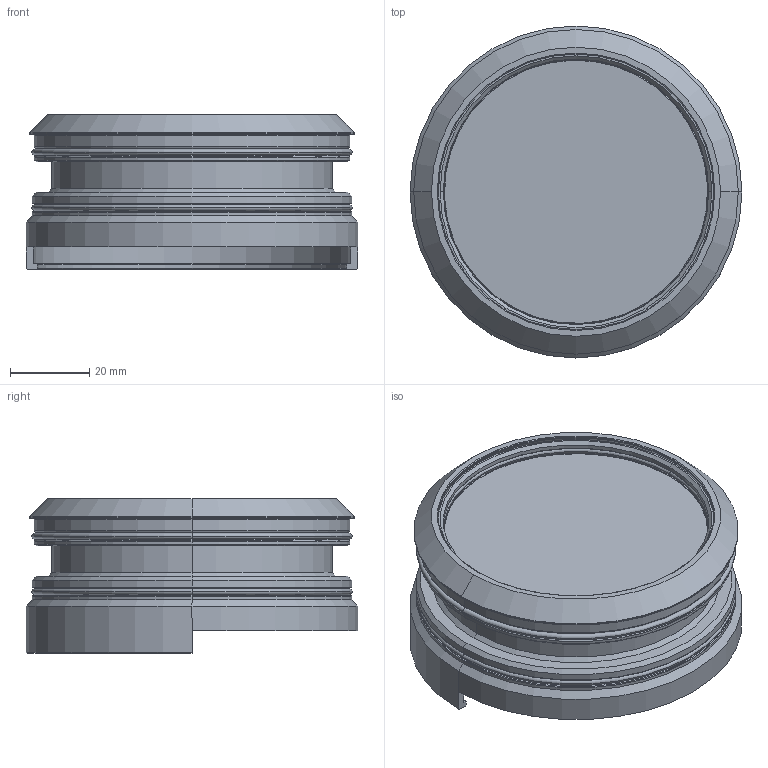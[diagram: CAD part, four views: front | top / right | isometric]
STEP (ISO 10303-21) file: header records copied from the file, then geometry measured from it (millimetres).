
FILE_DESCRIPTION (( 'STEP AP214' ), '1' );
FILE_NAME ('9P343-1X Frontaufsatz CTL-PIxM-XX.STEP', '2017-05-22T14:29:10', ( '' ), ( '' ), 'SwSTEP 2.0', 'SolidWorks 2017', '' );
FILE_SCHEMA (( 'AUTOMOTIVE_DESIGN' ));
Length unit declared in the file: millimetre
Products named in the file (11): 63164 O-Ring 47 x 1,5_O-Ring 38 x 1,5; 63166 O-Ring FKM 61 x 1,5; 61202 Senkschraube KS DIN 965 A2 M2 x 6; 1P397 Düsenring-PI2XX-CTL; 63167 O-Ring 67 x 1,5 FKM_O-Ring 67 x 1,5; 1P365-10 Schraubring-CTL; 63178 O-Ring FKM 78 x 1,5; 9P343-1X Frontaufsatz CTL-PIxM-XX; 1P389 Frontaufsatzadapter; 63265 O-Ring FKM 65 x 2; 1P398-1 Schutzfenster 67 mm ZnS-MS
Assembly tree (13 placements, depth 2):
  9P343-1X Frontaufsatz CTL-PIxM-XX
    1P389 Frontaufsatzadapter
    1P398-1 Schutzfenster 67 mm ZnS-MS
    63265 O-Ring FKM 65 x 2
    63178 O-Ring FKM 78 x 1,5  x2
    1P365-10 Schraubring-CTL
    63166 O-Ring FKM 61 x 1,5
    63164 O-Ring 47 x 1,5_O-Ring 38 x 1,5
    1P397 Düsenring-PI2XX-CTL
    61202 Senkschraube KS DIN 965 A2 M2 x 6  x3
    63167 O-Ring 67 x 1,5 FKM_O-Ring 67 x 1,5
Bounding box: 84 x 84 x 39.2 mm (x, y, z)
Volume: 100421 mm3; surface area: 59003.1 mm2
Topology: 13 solids, 13 shells, 352 faces, 763 edges, 432 vertices
Faces by surface type: cone 94, plane 94, cylinder 88, torus 76
Entity records: 7774 total; most frequent: DIRECTION 1455, CARTESIAN_POINT 1194, ORIENTED_EDGE 1106, AXIS2_PLACEMENT_3D 633, EDGE_CURVE 553, CIRCLE 351, VERTEX_POINT 320, EDGE_LOOP 301
